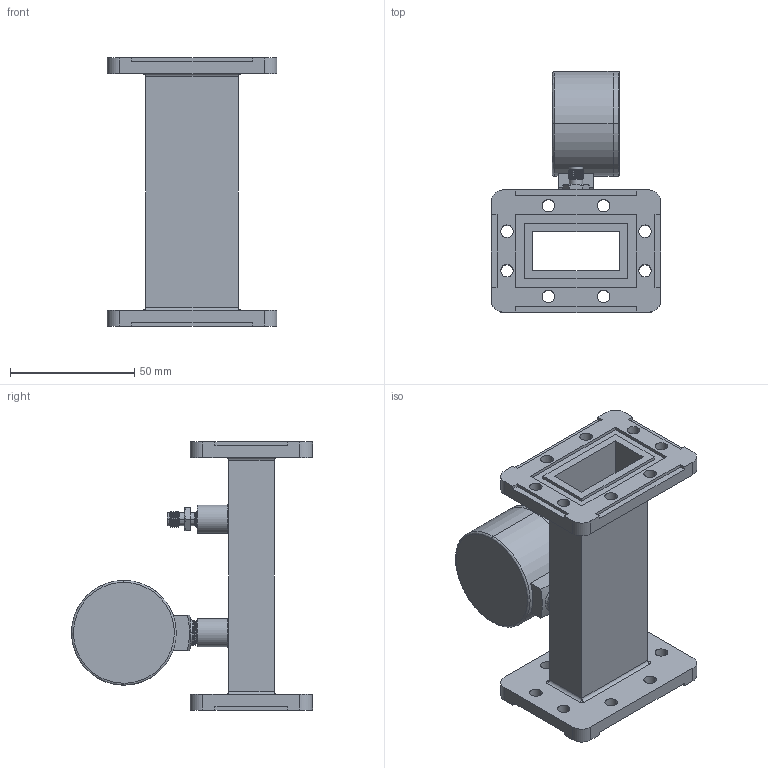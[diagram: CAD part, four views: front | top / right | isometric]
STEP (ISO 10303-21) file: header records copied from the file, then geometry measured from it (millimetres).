
FILE_DESCRIPTION (( 'STEP AP214' ), '1' );
FILE_NAME ('PEWSP1012.STEP', '2017-06-21T23:20:33', ( '' ), ( '' ), 'SwSTEP 2.0', 'SolidWorks 2014', '' );
FILE_SCHEMA (( 'AUTOMOTIVE_DESIGN' ));
Length unit declared in the file: inch
Products named in the file (1): PEWSP1012
Bounding box: 68.25 x 97.02 x 107.95 mm (x, y, z)
Volume: 84114.9 mm3; surface area: 49576.4 mm2
Topology: 4 solids, 4 shells, 481 faces, 1270 edges, 841 vertices
Faces by surface type: plane 201, cylinder 170, bspline 57, cone 41, torus 12
Entity records: 27740 total; most frequent: CARTESIAN_POINT 15714, ORIENTED_EDGE 2524, DIRECTION 2161, EDGE_CURVE 1262, VERTEX_POINT 841, AXIS2_PLACEMENT_3D 755, LINE 651, VECTOR 651
